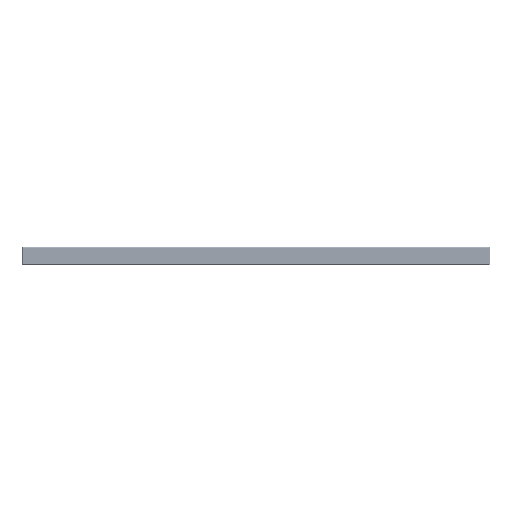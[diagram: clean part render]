
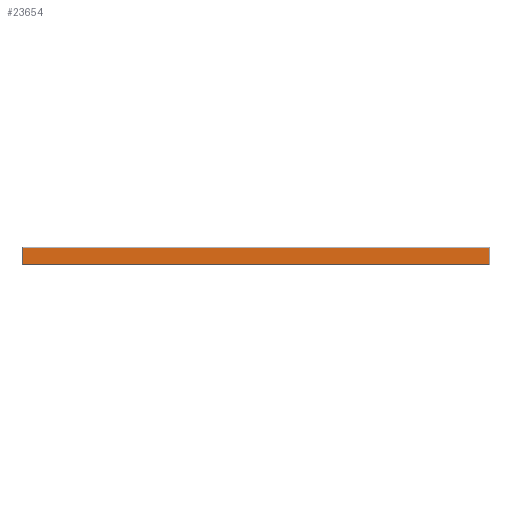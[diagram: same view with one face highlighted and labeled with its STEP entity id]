
A CAD part, front view. The second image highlights one B-rep face of the part: STEP entity #23654.
In plain terms, the highlighted planar face has unit normal (0, -1, 0).
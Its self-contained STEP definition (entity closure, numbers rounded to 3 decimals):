
#17511=FACE_OUTER_BOUND('',#57816,.T.);
#23654=ADVANCED_FACE('',(#17511),#27533,.T.);
#27533=PLANE('',#136284);
#35824=LINE('',#206554,#46000);
#35825=LINE('',#206557,#46001);
#35826=LINE('',#206559,#46002);
#35827=LINE('',#206561,#46003);
#46000=VECTOR('',#164189,1.);
#46001=VECTOR('',#164190,1.);
#46002=VECTOR('',#164191,1.);
#46003=VECTOR('',#164192,1.);
#57816=EDGE_LOOP('',(#85391,#85392,#85393,#85394));
#85391=ORIENTED_EDGE('',*,*,#117879,.T.);
#85392=ORIENTED_EDGE('',*,*,#117880,.T.);
#85393=ORIENTED_EDGE('',*,*,#117881,.T.);
#85394=ORIENTED_EDGE('',*,*,#117882,.T.);
#102364=VERTEX_POINT('',#206555);
#102365=VERTEX_POINT('',#206556);
#102366=VERTEX_POINT('',#206558);
#102367=VERTEX_POINT('',#206560);
#117879=EDGE_CURVE('',#102364,#102365,#35824,.T.);
#117880=EDGE_CURVE('',#102365,#102366,#35825,.T.);
#117881=EDGE_CURVE('',#102366,#102367,#35826,.T.);
#117882=EDGE_CURVE('',#102367,#102364,#35827,.T.);
#136284=AXIS2_PLACEMENT_3D('',#206562,#164193,#164194);
#164189=DIRECTION('',(-1.,0.,0.));
#164190=DIRECTION('',(0.,0.,-1.));
#164191=DIRECTION('',(1.,0.,0.));
#164192=DIRECTION('',(0.,0.,1.));
#164193=DIRECTION('',(0.,-1.,0.));
#164194=DIRECTION('',(0.,0.,1.));
#206554=CARTESIAN_POINT('',(100.,0.,7.575));
#206555=CARTESIAN_POINT('',(199.6,0.,7.575));
#206556=CARTESIAN_POINT('',(0.4,0.,7.575));
#206557=CARTESIAN_POINT('',(0.4,0.,0.));
#206558=CARTESIAN_POINT('',(0.4,0.,0.425));
#206559=CARTESIAN_POINT('',(100.,0.,0.425));
#206560=CARTESIAN_POINT('',(199.6,0.,0.425));
#206561=CARTESIAN_POINT('',(199.6,0.,0.));
#206562=CARTESIAN_POINT('',(100.,0.,0.));
